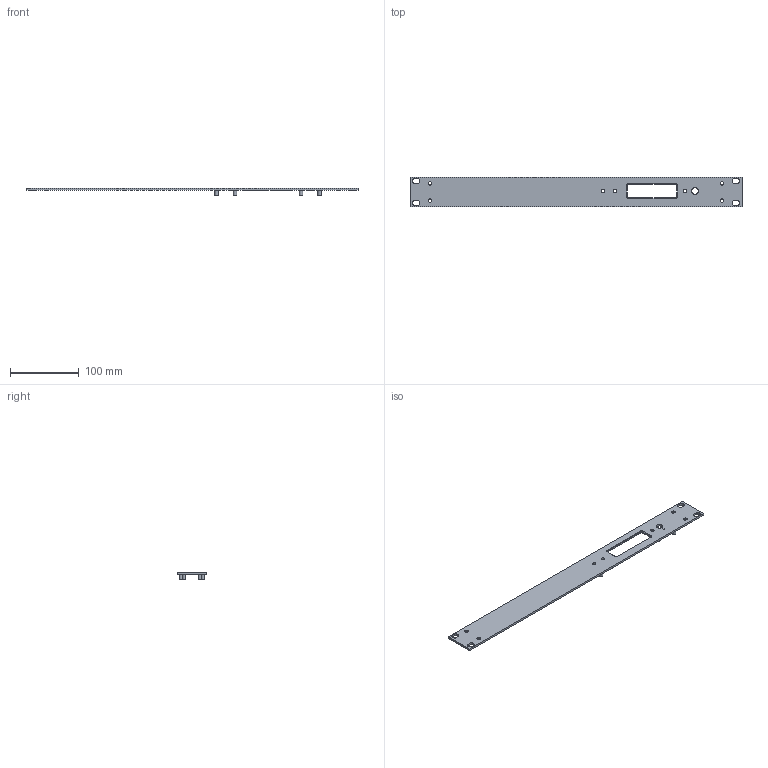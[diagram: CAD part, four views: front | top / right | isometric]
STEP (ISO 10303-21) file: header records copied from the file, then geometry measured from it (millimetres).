
FILE_DESCRIPTION(('Open CASCADE Model'),'2;1');
FILE_NAME('Open CASCADE Shape Model','2025-12-26T13:05:04',('Author'),( 'Open CASCADE'),'Open CASCADE STEP processor 7.5','Open CASCADE 7.5' ,'Unknown');
FILE_SCHEMA(('AUTOMOTIVE_DESIGN { 1 0 10303 214 1 1 1 1 }'));
Length unit declared in the file: millimetre
Products named in the file (10): Open CASCADE STEP translator 7.5 4; Open CASCADE STEP translator 7.5 4.1; Open CASCADE STEP translator 7.5 4.2; Open CASCADE STEP translator 7.5 4.3; Open CASCADE STEP translator 7.5 4.4; Open CASCADE STEP translator 7.5 4.5; Open CASCADE STEP translator 7.5 4.6; Open CASCADE STEP translator 7.5 4.7; Open CASCADE STEP translator 7.5 4.8; Open CASCADE STEP translator 7.5 4.9
Assembly tree (9 placements, depth 2):
  Open CASCADE STEP translator 7.5 4
    Open CASCADE STEP translator 7.5 4.1
    Open CASCADE STEP translator 7.5 4.2
    Open CASCADE STEP translator 7.5 4.3
    Open CASCADE STEP translator 7.5 4.4
    Open CASCADE STEP translator 7.5 4.5
    Open CASCADE STEP translator 7.5 4.6
    Open CASCADE STEP translator 7.5 4.7
    Open CASCADE STEP translator 7.5 4.8
    Open CASCADE STEP translator 7.5 4.9
Bounding box: 483 x 43.6 x 11 mm (x, y, z)
Volume: 58253.9 mm3; surface area: 45106.3 mm2
Topology: 9 solids, 9 shells, 136 faces, 271 edges, 178 vertices
Faces by surface type: cylinder 69, plane 63, cone 4
Full cylindrical faces by diameter (mm): 2.2 x8, 3.3 x1, 5 x11, 5.3 x4, 7 x16, 9.5 x1
Entity records: 7411 total; most frequent: CARTESIAN_POINT 1399, DIRECTION 1190, ORIENTED_EDGE 542, PCURVE 542, DEFINITIONAL_REPRESENTATION 542, LINE 517, VECTOR 517, AXIS2_PLACEMENT_3D 288
